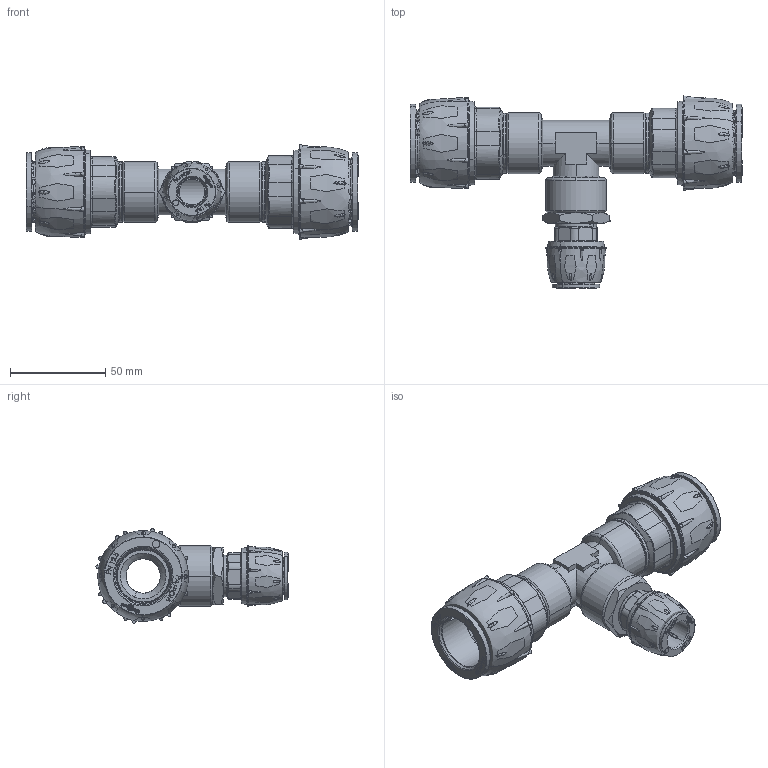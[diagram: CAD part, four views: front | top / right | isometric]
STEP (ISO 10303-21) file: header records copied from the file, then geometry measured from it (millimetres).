
FILE_DESCRIPTION (( 'STEP AP214' ), '1' );
FILE_NAME ('SIC-R17.R28.015.STEP', '2021-12-01T16:03:27', ( '' ), ( '' ), 'SwSTEP 2.0', 'SolidWorks 2021', '' );
FILE_SCHEMA (( 'AUTOMOTIVE_DESIGN' ));
Length unit declared in the file: millimetre
Products named in the file (9): SIC-R17.R28.015; Loc-270; R211.028.034; DRF.3F05; Loc-9466_50; DRF.MF0504_kort; Loc-7649; R211.015.012; Loc-7063
Assembly tree (9 placements, depth 2):
  SIC-R17.R28.015
    R211.028.034  x2
    R211.015.012
    DRF.3F05
    DRF.MF0504_kort
    Loc-9466_50
    Loc-270
    Loc-7063
    Loc-7649
Bounding box: 174.1 x 100.81 x 49.62 mm (x, y, z)
Volume: 47453.7 mm3; surface area: 98572.2 mm2
Topology: 12 solids, 28 shells, 3117 faces, 10564 edges, 7453 vertices
Faces by surface type: bspline 1145, plane 791, cylinder 543, cone 286, torus 272, sphere 80
Entity records: 177772 total; most frequent: CARTESIAN_POINT 103103, ORIENTED_EDGE 13713, DIRECTION 7313, EDGE_CURVE 6858, VERTEX_POINT 4824, B_SPLINE_CURVE_WITH_KNOTS 3690, AXIS2_PLACEMENT_3D 2790, EDGE_LOOP 2301
